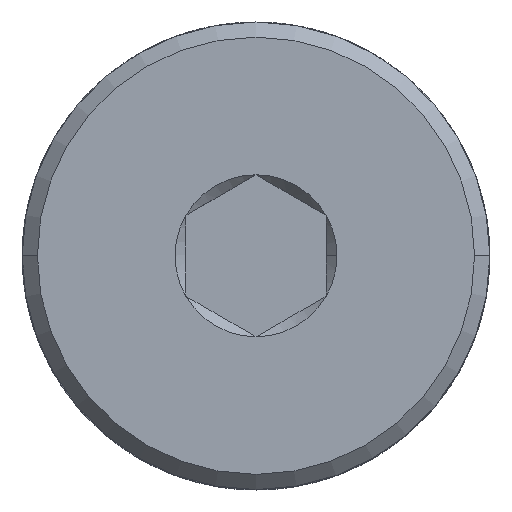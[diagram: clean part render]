
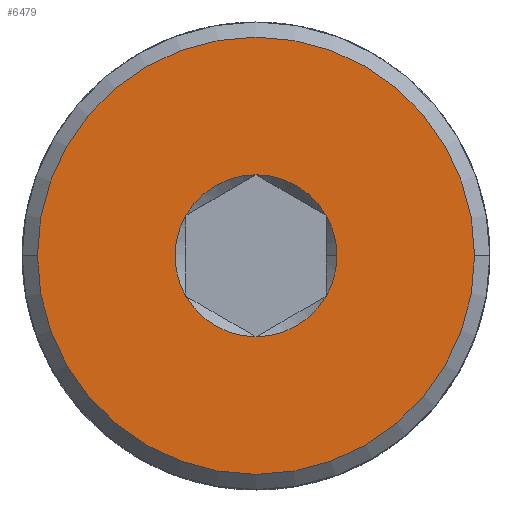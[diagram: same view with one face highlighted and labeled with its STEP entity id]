
A CAD part, top view. The second image highlights one B-rep face of the part: STEP entity #6479.
In plain terms, the highlighted planar face has unit normal (0, 0, 1).
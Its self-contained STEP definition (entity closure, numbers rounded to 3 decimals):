
#18 = ORIENTED_EDGE ( 'NONE', *, *, #4054, .F. ) ;
#61 = ORIENTED_EDGE ( 'NONE', *, *, #8562, .F. ) ;
#177 = DIRECTION ( 'NONE',  ( 1., 0., 0. ) ) ;
#203 = ORIENTED_EDGE ( 'NONE', *, *, #14337, .T. ) ;
#209 = CARTESIAN_POINT ( 'NONE',  ( 0., 0., 0. ) ) ;
#212 = DIRECTION ( 'NONE',  ( 0., 0., 1. ) ) ;
#235 = CARTESIAN_POINT ( 'NONE',  ( 0., 0., 0. ) ) ;
#247 = CIRCLE ( 'NONE', #486, 1.732 ) ;
#303 = DIRECTION ( 'NONE',  ( 1., 0., 0. ) ) ;
#328 = AXIS2_PLACEMENT_3D ( 'NONE', #14429, #12708, #12969 ) ;
#486 = AXIS2_PLACEMENT_3D ( 'NONE', #8896, #8913, #8969 ) ;
#568 = EDGE_CURVE ( 'NONE', #835, #4102, #10089, .T. ) ;
#792 = VERTEX_POINT ( 'NONE', #11916 ) ;
#835 = VERTEX_POINT ( 'NONE', #12189 ) ;
#928 = EDGE_LOOP ( 'NONE', ( #3743, #203 ) ) ;
#1774 = EDGE_CURVE ( 'NONE', #792, #2249, #3669, .T. ) ;
#1819 = AXIS2_PLACEMENT_3D ( 'NONE', #209, #4782, #6116 ) ;
#2120 = VERTEX_POINT ( 'NONE', #8645 ) ;
#2151 = PLANE ( 'NONE',  #1819 ) ;
#2225 = VERTEX_POINT ( 'NONE', #2702 ) ;
#2249 = VERTEX_POINT ( 'NONE', #3157 ) ;
#2702 = CARTESIAN_POINT ( 'NONE',  ( 4.675, 0., 0. ) ) ;
#3157 = CARTESIAN_POINT ( 'NONE',  ( -1.5, -0.866, 0. ) ) ;
#3564 = ORIENTED_EDGE ( 'NONE', *, *, #9467, .F. ) ;
#3669 = CIRCLE ( 'NONE', #328, 1.732 ) ;
#3743 = ORIENTED_EDGE ( 'NONE', *, *, #6649, .T. ) ;
#4054 = EDGE_CURVE ( 'NONE', #5057, #9170, #8665, .T. ) ;
#4102 = VERTEX_POINT ( 'NONE', #13741 ) ;
#4782 = DIRECTION ( 'NONE',  ( 0., 0., 1. ) ) ;
#4896 = AXIS2_PLACEMENT_3D ( 'NONE', #10192, #6941, #6792 ) ;
#4922 = ORIENTED_EDGE ( 'NONE', *, *, #8221, .F. ) ;
#4990 = CIRCLE ( 'NONE', #6793, 1.732 ) ;
#4996 = CARTESIAN_POINT ( 'NONE',  ( 1.732, 0., 0. ) ) ;
#5057 = VERTEX_POINT ( 'NONE', #4996 ) ;
#5147 = DIRECTION ( 'NONE',  ( 1., 0., 0. ) ) ;
#5201 = DIRECTION ( 'NONE',  ( 0., 0., 1. ) ) ;
#5251 = CARTESIAN_POINT ( 'NONE',  ( 0., 0., 0. ) ) ;
#5368 = EDGE_CURVE ( 'NONE', #9170, #13726, #247, .T. ) ;
#6116 = DIRECTION ( 'NONE',  ( 1., 0., 0. ) ) ;
#6136 = CIRCLE ( 'NONE', #9061, 1.732 ) ;
#6277 = DIRECTION ( 'NONE',  ( 1., 0., 0. ) ) ;
#6327 = DIRECTION ( 'NONE',  ( 0., 0., 1. ) ) ;
#6436 = CARTESIAN_POINT ( 'NONE',  ( 0., 0., 0. ) ) ;
#6479 = ADVANCED_FACE ( 'NONE', ( #6716, #12314 ), #2151, .T. ) ;
#6649 = EDGE_CURVE ( 'NONE', #2120, #2225, #13282, .T. ) ;
#6716 = FACE_BOUND ( 'NONE', #13137, .T. ) ;
#6785 = CARTESIAN_POINT ( 'NONE',  ( 0., 1.732, 0. ) ) ;
#6792 = DIRECTION ( 'NONE',  ( 1., 0., 0. ) ) ;
#6793 = AXIS2_PLACEMENT_3D ( 'NONE', #9113, #9086, #9018 ) ;
#6941 = DIRECTION ( 'NONE',  ( 0., 0., 1. ) ) ;
#7679 = ORIENTED_EDGE ( 'NONE', *, *, #568, .F. ) ;
#7969 = DIRECTION ( 'NONE',  ( 1., 0., 0. ) ) ;
#7979 = DIRECTION ( 'NONE',  ( 0., 0., 1. ) ) ;
#8221 = EDGE_CURVE ( 'NONE', #4102, #5057, #6136, .T. ) ;
#8562 = EDGE_CURVE ( 'NONE', #2249, #835, #11417, .T. ) ;
#8645 = CARTESIAN_POINT ( 'NONE',  ( -4.675, 0., 0. ) ) ;
#8665 = CIRCLE ( 'NONE', #4896, 1.732 ) ;
#8712 = DIRECTION ( 'NONE',  ( 0., 0., 1. ) ) ;
#8757 = CARTESIAN_POINT ( 'NONE',  ( 0., 0., 0. ) ) ;
#8896 = CARTESIAN_POINT ( 'NONE',  ( 0., 0., 0. ) ) ;
#8913 = DIRECTION ( 'NONE',  ( 0., 0., 1. ) ) ;
#8949 = ORIENTED_EDGE ( 'NONE', *, *, #5368, .F. ) ;
#8969 = DIRECTION ( 'NONE',  ( 1., 0., 0. ) ) ;
#9018 = DIRECTION ( 'NONE',  ( 1., 0., 0. ) ) ;
#9061 = AXIS2_PLACEMENT_3D ( 'NONE', #5251, #5201, #5147 ) ;
#9086 = DIRECTION ( 'NONE',  ( 0., 0., 1. ) ) ;
#9113 = CARTESIAN_POINT ( 'NONE',  ( 0., 0., 0. ) ) ;
#9170 = VERTEX_POINT ( 'NONE', #10697 ) ;
#9467 = EDGE_CURVE ( 'NONE', #13726, #792, #4990, .T. ) ;
#9922 = AXIS2_PLACEMENT_3D ( 'NONE', #8757, #8712, #7969 ) ;
#10089 = CIRCLE ( 'NONE', #14559, 1.732 ) ;
#10192 = CARTESIAN_POINT ( 'NONE',  ( 0., 0., 0. ) ) ;
#10697 = CARTESIAN_POINT ( 'NONE',  ( 1.5, 0.866, 0. ) ) ;
#11417 = CIRCLE ( 'NONE', #14608, 1.732 ) ;
#11916 = CARTESIAN_POINT ( 'NONE',  ( -1.5, 0.866, 0. ) ) ;
#12189 = CARTESIAN_POINT ( 'NONE',  ( 0., -1.732, 0. ) ) ;
#12194 = CIRCLE ( 'NONE', #14315, 4.675 ) ;
#12314 = FACE_OUTER_BOUND ( 'NONE', #928, .T. ) ;
#12708 = DIRECTION ( 'NONE',  ( 0., 0., 1. ) ) ;
#12969 = DIRECTION ( 'NONE',  ( 1., 0., 0. ) ) ;
#13137 = EDGE_LOOP ( 'NONE', ( #8949, #18, #4922, #7679, #61, #14240, #3564 ) ) ;
#13282 = CIRCLE ( 'NONE', #9922, 4.675 ) ;
#13726 = VERTEX_POINT ( 'NONE', #6785 ) ;
#13741 = CARTESIAN_POINT ( 'NONE',  ( 1.5, -0.866, 0. ) ) ;
#13851 = CARTESIAN_POINT ( 'NONE',  ( 0., 0., 0. ) ) ;
#14240 = ORIENTED_EDGE ( 'NONE', *, *, #1774, .F. ) ;
#14315 = AXIS2_PLACEMENT_3D ( 'NONE', #13851, #7979, #303 ) ;
#14337 = EDGE_CURVE ( 'NONE', #2225, #2120, #12194, .T. ) ;
#14429 = CARTESIAN_POINT ( 'NONE',  ( 0., 0., 0. ) ) ;
#14559 = AXIS2_PLACEMENT_3D ( 'NONE', #235, #212, #177 ) ;
#14608 = AXIS2_PLACEMENT_3D ( 'NONE', #6436, #6327, #6277 ) ;
